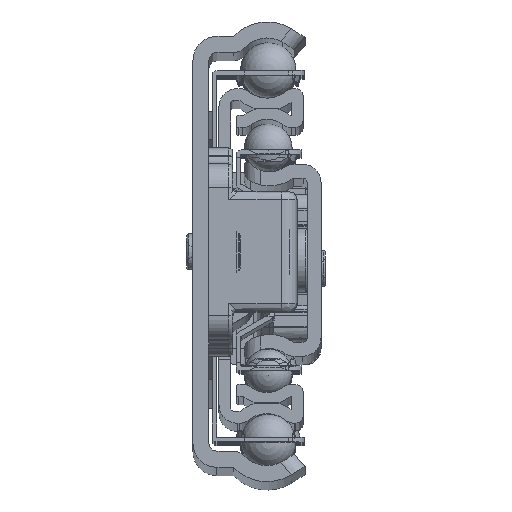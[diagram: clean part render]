
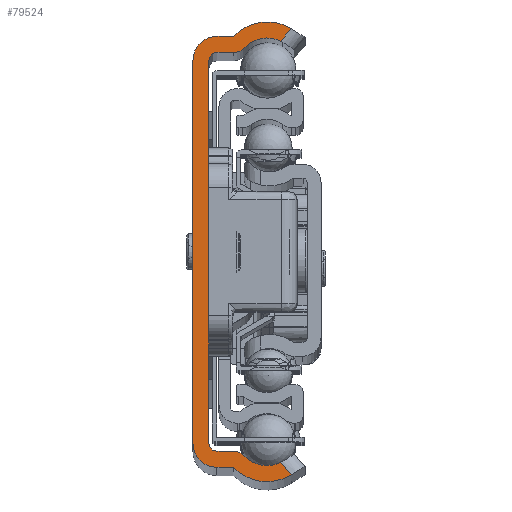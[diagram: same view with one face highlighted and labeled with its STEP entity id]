
A CAD part, top view. The second image highlights one B-rep face of the part: STEP entity #79524.
In plain terms, the highlighted planar face has unit normal (0, 0, 1).
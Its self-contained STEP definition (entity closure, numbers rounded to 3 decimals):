
#4779=PLANE('',#84137);
#7119=LINE('',#113832,#13045);
#7141=LINE('',#113920,#13067);
#7149=LINE('',#113966,#13075);
#7160=LINE('',#114026,#13086);
#7164=LINE('',#114038,#13090);
#7168=LINE('',#114050,#13094);
#7173=LINE('',#114067,#13099);
#7177=LINE('',#114081,#13103);
#13045=VECTOR('',#92334,10.);
#13067=VECTOR('',#92422,10.);
#13075=VECTOR('',#92452,10.);
#13086=VECTOR('',#92499,10.);
#13090=VECTOR('',#92511,10.);
#13094=VECTOR('',#92523,10.);
#13099=VECTOR('',#92544,10.);
#13103=VECTOR('',#92562,10.);
#19882=FACE_OUTER_BOUND('',#23955,.T.);
#23955=EDGE_LOOP('',(#53655,#53656,#53657,#53658,#53659,#53660,#53661,#53662,
#53663,#53664,#53665,#53666,#53667,#53668,#53669,#53670,#53671,#53672));
#28169=CIRCLE('',#84089,5.8);
#28171=CIRCLE('',#84098,3.8);
#28172=CIRCLE('',#84108,3.8);
#28174=CIRCLE('',#84111,2.);
#28176=CIRCLE('',#84115,1.);
#28178=CIRCLE('',#84119,1.);
#28180=CIRCLE('',#84123,2.);
#28182=CIRCLE('',#84127,5.8);
#28184=CIRCLE('',#84131,3.);
#28186=CIRCLE('',#84134,3.);
#31565=VERTEX_POINT('',#113830);
#31566=VERTEX_POINT('',#113831);
#31594=VERTEX_POINT('',#113914);
#31595=VERTEX_POINT('',#113919);
#31602=VERTEX_POINT('',#113941);
#31609=VERTEX_POINT('',#113960);
#31610=VERTEX_POINT('',#113965);
#31614=VERTEX_POINT('',#113981);
#31621=VERTEX_POINT('',#114013);
#31623=VERTEX_POINT('',#114019);
#31625=VERTEX_POINT('',#114025);
#31627=VERTEX_POINT('',#114031);
#31629=VERTEX_POINT('',#114037);
#31631=VERTEX_POINT('',#114043);
#31633=VERTEX_POINT('',#114049);
#31635=VERTEX_POINT('',#114060);
#31637=VERTEX_POINT('',#114066);
#31639=VERTEX_POINT('',#114075);
#40101=EDGE_CURVE('',#31565,#31566,#7119,.T.);
#40144=EDGE_CURVE('',#31594,#31595,#7141,.T.);
#40153=EDGE_CURVE('',#31602,#31594,#28169,.T.);
#40162=EDGE_CURVE('',#31609,#31610,#7149,.T.);
#40168=EDGE_CURVE('',#31614,#31609,#28171,.T.);
#40180=EDGE_CURVE('',#31595,#31621,#28172,.T.);
#40183=EDGE_CURVE('',#31621,#31623,#28174,.T.);
#40186=EDGE_CURVE('',#31623,#31625,#7160,.T.);
#40189=EDGE_CURVE('',#31625,#31627,#28176,.T.);
#40192=EDGE_CURVE('',#31627,#31629,#7164,.T.);
#40195=EDGE_CURVE('',#31629,#31631,#28178,.T.);
#40198=EDGE_CURVE('',#31631,#31633,#7168,.T.);
#40201=EDGE_CURVE('',#31633,#31614,#28180,.T.);
#40204=EDGE_CURVE('',#31610,#31635,#28182,.T.);
#40207=EDGE_CURVE('',#31635,#31637,#7173,.T.);
#40210=EDGE_CURVE('',#31637,#31565,#28184,.T.);
#40212=EDGE_CURVE('',#31566,#31639,#28186,.T.);
#40215=EDGE_CURVE('',#31639,#31602,#7177,.T.);
#53655=ORIENTED_EDGE('',*,*,#40144,.F.);
#53656=ORIENTED_EDGE('',*,*,#40153,.F.);
#53657=ORIENTED_EDGE('',*,*,#40215,.F.);
#53658=ORIENTED_EDGE('',*,*,#40212,.F.);
#53659=ORIENTED_EDGE('',*,*,#40101,.F.);
#53660=ORIENTED_EDGE('',*,*,#40210,.F.);
#53661=ORIENTED_EDGE('',*,*,#40207,.F.);
#53662=ORIENTED_EDGE('',*,*,#40204,.F.);
#53663=ORIENTED_EDGE('',*,*,#40162,.F.);
#53664=ORIENTED_EDGE('',*,*,#40168,.F.);
#53665=ORIENTED_EDGE('',*,*,#40201,.F.);
#53666=ORIENTED_EDGE('',*,*,#40198,.F.);
#53667=ORIENTED_EDGE('',*,*,#40195,.F.);
#53668=ORIENTED_EDGE('',*,*,#40192,.F.);
#53669=ORIENTED_EDGE('',*,*,#40189,.F.);
#53670=ORIENTED_EDGE('',*,*,#40186,.F.);
#53671=ORIENTED_EDGE('',*,*,#40183,.F.);
#53672=ORIENTED_EDGE('',*,*,#40180,.F.);
#79524=ADVANCED_FACE('',(#19882),#4779,.T.);
#84089=AXIS2_PLACEMENT_3D('',#113943,#92434,#92435);
#84098=AXIS2_PLACEMENT_3D('',#113983,#92459,#92460);
#84108=AXIS2_PLACEMENT_3D('',#114014,#92485,#92486);
#84111=AXIS2_PLACEMENT_3D('',#114020,#92492,#92493);
#84115=AXIS2_PLACEMENT_3D('',#114032,#92504,#92505);
#84119=AXIS2_PLACEMENT_3D('',#114044,#92516,#92517);
#84123=AXIS2_PLACEMENT_3D('',#114055,#92528,#92529);
#84127=AXIS2_PLACEMENT_3D('',#114061,#92537,#92538);
#84131=AXIS2_PLACEMENT_3D('',#114072,#92549,#92550);
#84134=AXIS2_PLACEMENT_3D('',#114076,#92555,#92556);
#84137=AXIS2_PLACEMENT_3D('',#114083,#92564,#92565);
#92334=DIRECTION('',(0.,1.,0.));
#92422=DIRECTION('',(-0.653,-0.757,0.));
#92434=DIRECTION('center_axis',(0.,0.,-1.));
#92435=DIRECTION('ref_axis',(-0.525,-0.851,0.));
#92452=DIRECTION('',(0.653,-0.757,0.));
#92459=DIRECTION('center_axis',(0.,0.,1.));
#92460=DIRECTION('ref_axis',(-0.724,-0.69,0.));
#92485=DIRECTION('center_axis',(0.,0.,1.));
#92486=DIRECTION('ref_axis',(0.525,0.851,0.));
#92492=DIRECTION('center_axis',(0.,0.,-1.));
#92493=DIRECTION('ref_axis',(0.,1.,0.));
#92499=DIRECTION('',(-1.,0.,0.));
#92504=DIRECTION('center_axis',(0.,0.,1.));
#92505=DIRECTION('ref_axis',(0.,1.,0.));
#92511=DIRECTION('',(0.,-1.,0.));
#92516=DIRECTION('center_axis',(0.,0.,1.));
#92517=DIRECTION('ref_axis',(-1.,0.,0.));
#92523=DIRECTION('',(1.,0.,0.));
#92528=DIRECTION('center_axis',(0.,0.,-1.));
#92529=DIRECTION('ref_axis',(-0.724,-0.69,0.));
#92537=DIRECTION('center_axis',(0.,0.,-1.));
#92538=DIRECTION('ref_axis',(0.724,0.69,0.));
#92544=DIRECTION('',(-1.,0.,0.));
#92549=DIRECTION('center_axis',(0.,0.,-1.));
#92550=DIRECTION('ref_axis',(1.,0.,0.));
#92555=DIRECTION('center_axis',(0.,0.,-1.));
#92556=DIRECTION('ref_axis',(0.,-1.,0.));
#92562=DIRECTION('',(1.,0.,0.));
#92564=DIRECTION('center_axis',(0.,0.,1.));
#92565=DIRECTION('ref_axis',(1.,0.,0.));
#113830=CARTESIAN_POINT('',(-9.25,-23.9,600.));
#113831=CARTESIAN_POINT('',(-9.25,23.9,600.));
#113832=CARTESIAN_POINT('',(-9.25,-23.9,600.));
#113914=CARTESIAN_POINT('',(3.027,27.848,600.));
#113919=CARTESIAN_POINT('',(1.693,26.302,600.));
#113920=CARTESIAN_POINT('',(-5.642,17.798,600.));
#113941=CARTESIAN_POINT('',(-4.2,26.9,600.));
#113943=CARTESIAN_POINT('Origin',(0.,22.9,
600.));
#113960=CARTESIAN_POINT('',(1.693,-26.302,600.));
#113965=CARTESIAN_POINT('',(3.027,-27.848,600.));
#113966=CARTESIAN_POINT('',(-6.304,-17.031,600.));
#113981=CARTESIAN_POINT('',(-2.752,-25.521,600.));
#113983=CARTESIAN_POINT('Origin',(0.,-22.9,
600.));
#114013=CARTESIAN_POINT('',(-2.752,25.521,600.));
#114014=CARTESIAN_POINT('Origin',(0.,22.9,
600.));
#114019=CARTESIAN_POINT('',(-4.2,24.9,600.));
#114020=CARTESIAN_POINT('Origin',(-4.2,26.9,600.));
#114025=CARTESIAN_POINT('',(-6.25,24.9,600.));
#114026=CARTESIAN_POINT('',(-4.2,24.9,600.));
#114031=CARTESIAN_POINT('',(-7.25,23.9,600.));
#114032=CARTESIAN_POINT('Origin',(-6.25,23.9,600.));
#114037=CARTESIAN_POINT('',(-7.25,-23.9,600.));
#114038=CARTESIAN_POINT('',(-7.25,23.9,600.));
#114043=CARTESIAN_POINT('',(-6.25,-24.9,600.));
#114044=CARTESIAN_POINT('Origin',(-6.25,-23.9,600.));
#114049=CARTESIAN_POINT('',(-4.2,-24.9,600.));
#114050=CARTESIAN_POINT('',(-6.25,-24.9,600.));
#114055=CARTESIAN_POINT('Origin',(-4.2,-26.9,600.));
#114060=CARTESIAN_POINT('',(-4.2,-26.9,600.));
#114061=CARTESIAN_POINT('Origin',(0.,-22.9,
600.));
#114066=CARTESIAN_POINT('',(-6.25,-26.9,600.));
#114067=CARTESIAN_POINT('',(-4.2,-26.9,600.));
#114072=CARTESIAN_POINT('Origin',(-6.25,-23.9,600.));
#114075=CARTESIAN_POINT('',(-6.25,26.9,600.));
#114076=CARTESIAN_POINT('Origin',(-6.25,23.9,600.));
#114081=CARTESIAN_POINT('',(-6.25,26.9,600.));
#114083=CARTESIAN_POINT('Origin',(-5.819,0.,
600.));
